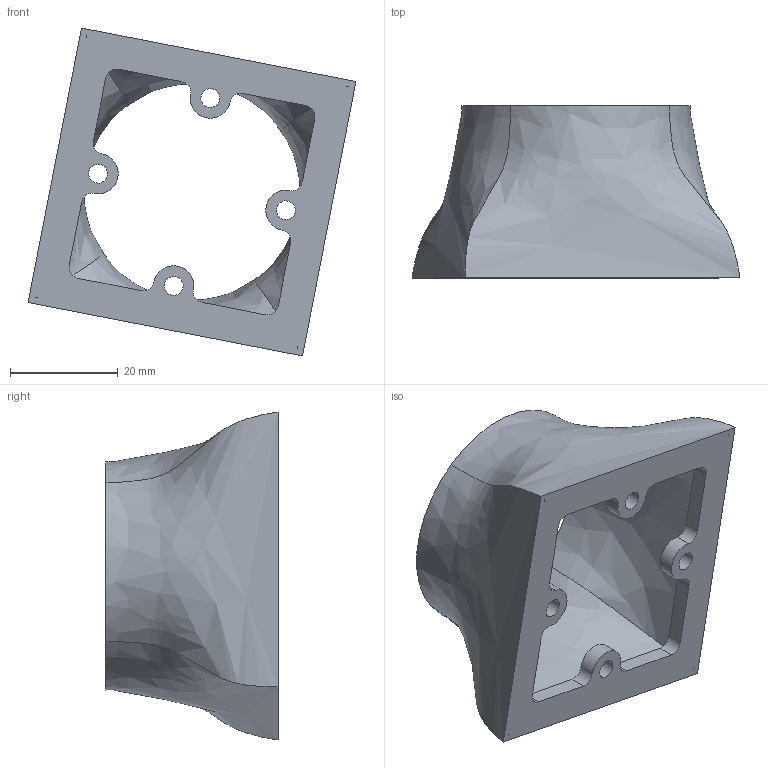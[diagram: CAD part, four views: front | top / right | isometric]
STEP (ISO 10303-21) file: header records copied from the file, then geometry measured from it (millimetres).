
Length unit declared in the file: millimetre
Products named in the file (1): Loft
Bounding box: 60.97 x 32 x 60.97 mm (x, y, z)
Volume: 9537.2 mm3; surface area: 13208.2 mm2
Topology: 1 solids, 1 shells, 51 faces, 136 edges, 92 vertices
Faces by surface type: cylinder 20, bspline 16, plane 15
Full cylindrical faces by diameter (mm): 3.5 x4
Entity records: 2389 total; most frequent: CARTESIAN_POINT 1076, ORIENTED_EDGE 272, DIRECTION 208, EDGE_CURVE 136, VERTEX_POINT 92, AXIS2_PLACEMENT_3D 80, EDGE_LOOP 66, STYLED_ITEM 52
